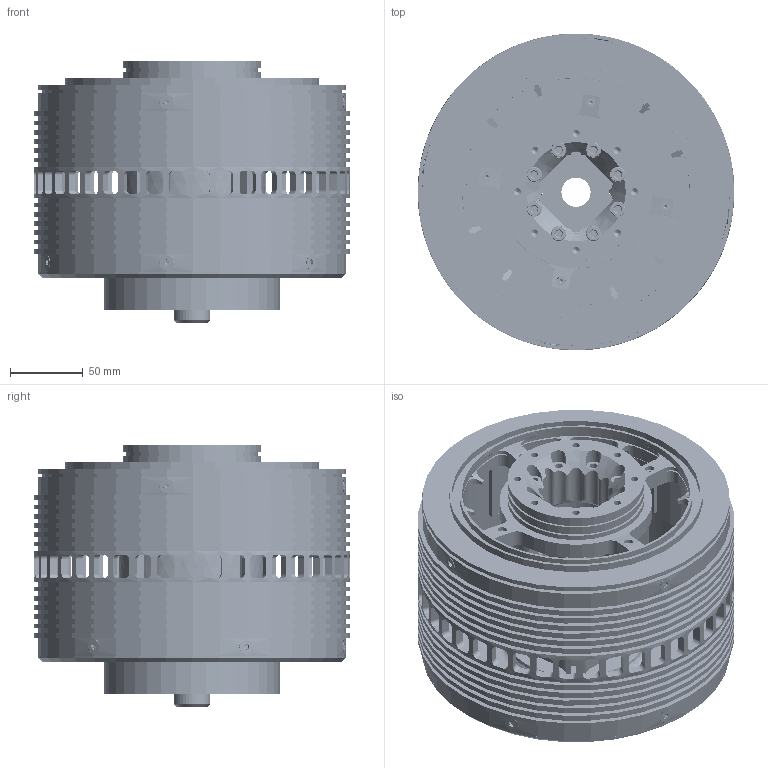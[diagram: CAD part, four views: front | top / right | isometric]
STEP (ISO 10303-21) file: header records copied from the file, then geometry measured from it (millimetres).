
FILE_DESCRIPTION(('FreeCAD Model'),'2;1');
FILE_NAME('Open CASCADE Shape Model','2024-03-05T16:21:52',(''),(''), 'Open CASCADE STEP processor 7.6','FreeCAD','Unknown');
FILE_SCHEMA(('AUTOMOTIVE_DESIGN { 1 0 10303 214 1 1 1 1 }'));
Length unit declared in the file: millimetre
Products named in the file (20): D_Befestigungsflansch_xx_A2_A_1_00_S_001; D_Statorhi_40_A2_A_1_01_E_001; D_Statorvo_40_A2_A_1_01_E_001; Set-Schrauben_M6x16_TK56_DIN912_8Stck_001; Kugellager658510_001; Kugellager709010_001; D_Rotorscheibe_xx_A3_A_1_00_S_001; D_Propellerflansch_xx_A2_A_1_00_S_001; D_Rückschlussring_40_ST1_A_1_00_E_001; Set_Schrauben_Duplex_BasisM6x16_8Stück_001; Set-Schrauben_M5x10_ Senktorx_D206,8_6Stck_001; Set-Schrauben_M5x10_ Senktorx_D206,8_4Stck_001; Set-Schrauben_M6x20_TK62_DIN912_8Stck_001; Set-Schrauben_M6x25_TK101,5_DIN6912_6Stck_001; Passstift6x10_001; Set-Schrauben_M3x5_Senkinbus_DIN7991_TK150_4Stck_001; D_Abschlussflansch_xx_A2_A_1_00_S_001; Wicklung 1,25_40mm_001; D_Rotorscheibe_vorne_xx_A3_B_1_03_CV_001; Statorblech_40mm_CV_001
Bounding box: 217 x 217 x 179 mm (x, y, z)
Volume: 1709097.5 mm3; surface area: 724769.6 mm2
Topology: 55 solids, 115 shells, 4023 faces, 9787 edges, 6012 vertices
Faces by surface type: plane 2043, cylinder 1170, cone 632, bspline 72, sphere 50, torus 42, revolution 14
Full cylindrical faces by diameter (mm): 1.25 x4, 2.5 x8, 3 x8, 3.5 x4, 4.2 x6, 4.5 x4, 5 x54, 5.2 x10, 6 x35, 6.1 x20, 6.2 x14, 6.8 x12, 10 x30, 10.5 x8, 11 x14, 20 x1, 22 x1, 25 x1, 36 x2, 55 x2, 60 x2, 65 x3, 69 x1, 70 x4, 71 x1, 71.4 x2, 74 x1, 75 x1, 76.4 x2, 78.6 x2
Entity records: 318579 total; most frequent: CARTESIAN_POINT 102245, DIRECTION 36615, LINE 20820, VECTOR 20820, ORIENTED_EDGE 19238, PCURVE 19238, DEFINITIONAL_REPRESENTATION 19238, EDGE_CURVE 9619
